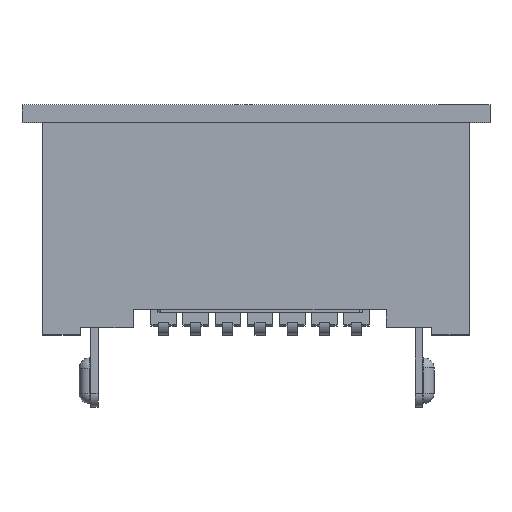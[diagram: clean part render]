
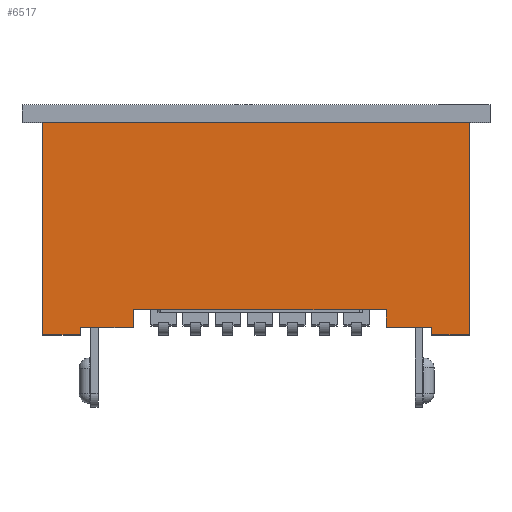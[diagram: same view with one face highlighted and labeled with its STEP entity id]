
A CAD part, top view. The second image highlights one B-rep face of the part: STEP entity #6517.
In plain terms, the highlighted planar face has unit normal (0, 0, 1).
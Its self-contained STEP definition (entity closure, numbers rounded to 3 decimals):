
#10=DIRECTION('',(1.,0.,0.));
#11=VECTOR('',#10,1.5);
#12=CARTESIAN_POINT('',(-8.44,0.,3.225));
#13=LINE('',#12,#11);
#46=DIRECTION('',(1.,0.,0.));
#47=VECTOR('',#46,1.5);
#48=CARTESIAN_POINT('',(6.94,0.,3.225));
#49=LINE('',#48,#47);
#78=DIRECTION('',(1.,0.,0.));
#79=VECTOR('',#78,2.09);
#80=CARTESIAN_POINT('',(-6.94,0.3,3.225));
#81=LINE('',#80,#79);
#82=DIRECTION('',(0.,1.,0.));
#83=VECTOR('',#82,0.3);
#84=CARTESIAN_POINT('',(-6.94,0.,3.225));
#85=LINE('',#84,#83);
#86=DIRECTION('',(0.,1.,0.));
#87=VECTOR('',#86,8.4);
#88=CARTESIAN_POINT('',(-8.44,0.,3.225));
#89=LINE('',#88,#87);
#90=DIRECTION('',(0.,1.,0.));
#91=VECTOR('',#90,0.3);
#92=CARTESIAN_POINT('',(6.94,0.,3.225));
#93=LINE('',#92,#91);
#94=DIRECTION('',(1.,0.,0.));
#95=VECTOR('',#94,1.79);
#96=CARTESIAN_POINT('',(5.15,0.3,3.225));
#97=LINE('',#96,#95);
#98=DIRECTION('',(0.,1.,0.));
#99=VECTOR('',#98,0.7);
#100=CARTESIAN_POINT('',(5.15,0.3,3.225));
#101=LINE('',#100,#99);
#102=DIRECTION('',(-1.,0.,0.));
#103=VECTOR('',#102,10.);
#104=CARTESIAN_POINT('',(5.15,1.,3.225));
#105=LINE('',#104,#103);
#106=DIRECTION('',(0.,1.,0.));
#107=VECTOR('',#106,0.7);
#108=CARTESIAN_POINT('',(-4.85,0.3,3.225));
#109=LINE('',#108,#107);
#1494=DIRECTION('',(1.,0.,0.));
#1495=VECTOR('',#1494,16.88);
#1496=CARTESIAN_POINT('',(-8.44,8.4,3.225));
#1497=LINE('',#1496,#1495);
#2020=DIRECTION('',(0.,1.,0.));
#2021=VECTOR('',#2020,8.4);
#2022=CARTESIAN_POINT('',(8.44,0.,3.225));
#2023=LINE('',#2022,#2021);
#4847=CARTESIAN_POINT('',(-8.44,8.4,3.225));
#4849=VERTEX_POINT('',#4847);
#4850=CARTESIAN_POINT('',(8.44,8.4,3.225));
#4851=VERTEX_POINT('',#4850);
#4856=CARTESIAN_POINT('',(-8.44,0.,3.225));
#4857=VERTEX_POINT('',#4856);
#4858=CARTESIAN_POINT('',(8.44,0.,3.225));
#4859=VERTEX_POINT('',#4858);
#5176=CARTESIAN_POINT('',(5.15,1.,3.225));
#5177=CARTESIAN_POINT('',(-4.85,1.,3.225));
#5178=VERTEX_POINT('',#5176);
#5179=VERTEX_POINT('',#5177);
#5290=CARTESIAN_POINT('',(5.15,0.3,3.225));
#5292=VERTEX_POINT('',#5290);
#5302=CARTESIAN_POINT('',(6.94,0.,3.225));
#5303=VERTEX_POINT('',#5302);
#5304=CARTESIAN_POINT('',(-6.94,0.,3.225));
#5305=VERTEX_POINT('',#5304);
#5310=CARTESIAN_POINT('',(-6.94,0.3,3.225));
#5311=CARTESIAN_POINT('',(-4.85,0.3,3.225));
#5312=VERTEX_POINT('',#5310);
#5313=VERTEX_POINT('',#5311);
#5314=CARTESIAN_POINT('',(6.94,0.3,3.225));
#5315=VERTEX_POINT('',#5314);
#6489=CARTESIAN_POINT('',(-8.44,0.,3.225));
#6490=DIRECTION('',(0.,0.,1.));
#6491=DIRECTION('',(1.,0.,0.));
#6492=AXIS2_PLACEMENT_3D('',#6489,#6490,#6491);
#6493=PLANE('',#6492);
#6495=ORIENTED_EDGE('',*,*,#6494,.F.);
#6496=ORIENTED_EDGE('',*,*,#6481,.F.);
#6497=ORIENTED_EDGE('',*,*,#6401,.F.);
#6499=ORIENTED_EDGE('',*,*,#6498,.T.);
#6501=ORIENTED_EDGE('',*,*,#6500,.T.);
#6503=ORIENTED_EDGE('',*,*,#6502,.F.);
#6504=ORIENTED_EDGE('',*,*,#6435,.F.);
#6506=ORIENTED_EDGE('',*,*,#6505,.T.);
#6508=ORIENTED_EDGE('',*,*,#6507,.F.);
#6510=ORIENTED_EDGE('',*,*,#6509,.T.);
#6512=ORIENTED_EDGE('',*,*,#6511,.T.);
#6514=ORIENTED_EDGE('',*,*,#6513,.F.);
#6515=EDGE_LOOP('',(#6495,#6496,#6497,#6499,#6501,#6503,#6504,#6506,#6508,#6510,
#6512,#6514));
#6516=FACE_OUTER_BOUND('',#6515,.F.);
#6517=ADVANCED_FACE('',(#6516),#6493,.T.);
#6401=EDGE_CURVE('',#4857,#5305,#13,.T.);
#6435=EDGE_CURVE('',#5303,#4859,#49,.T.);
#6481=EDGE_CURVE('',#5305,#5312,#85,.T.);
#6494=EDGE_CURVE('',#5312,#5313,#81,.T.);
#6498=EDGE_CURVE('',#4857,#4849,#89,.T.);
#6500=EDGE_CURVE('',#4849,#4851,#1497,.T.);
#6502=EDGE_CURVE('',#4859,#4851,#2023,.T.);
#6505=EDGE_CURVE('',#5303,#5315,#93,.T.);
#6507=EDGE_CURVE('',#5292,#5315,#97,.T.);
#6509=EDGE_CURVE('',#5292,#5178,#101,.T.);
#6511=EDGE_CURVE('',#5178,#5179,#105,.T.);
#6513=EDGE_CURVE('',#5313,#5179,#109,.T.);
